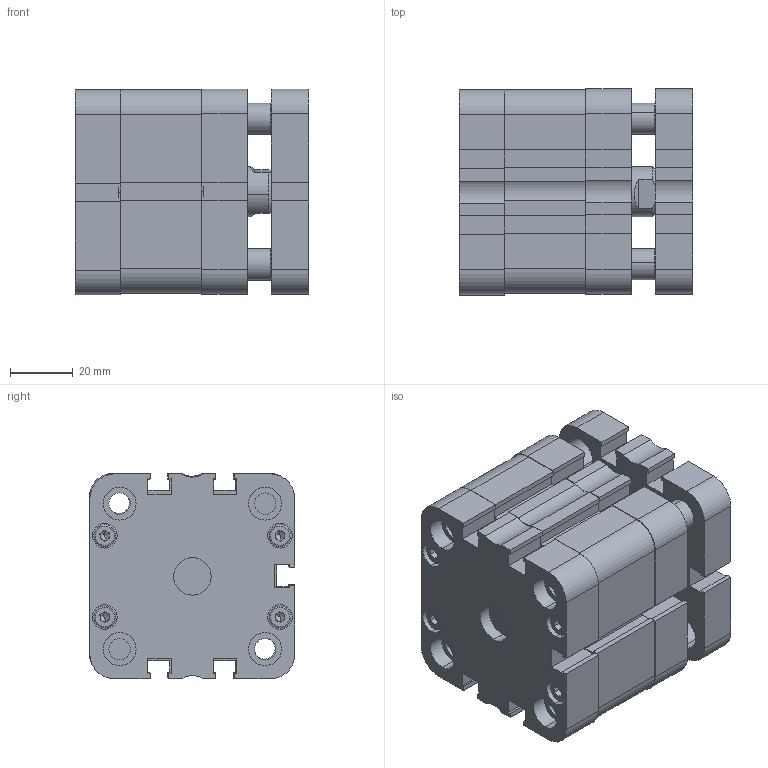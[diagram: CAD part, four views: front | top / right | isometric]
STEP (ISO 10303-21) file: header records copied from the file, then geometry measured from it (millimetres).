
FILE_DESCRIPTION (( 'STEP AP214' ), '1' );
FILE_NAME ('SM_009_050_0010_NP.STEP', '2019-11-13T08:22:45', ( '' ), ( '' ), 'SwSTEP 2.0', 'SolidWorks 2019', '' );
FILE_SCHEMA (( 'AUTOMOTIVE_DESIGN' ));
Length unit declared in the file: millimetre
Products named in the file (25): Kopia Magnes^T³ok kpl_ZPO_Magnes D050; Kopia SMART - U. typ Oring - pokrywa^Pokrywa tyｳ kpl_ZPO_U. typ Oring - D050; T硂k kpl^ZPO_T坥k kpl - D050; Pokrywa ty³ kpl^ZPO_Pok tyˆ - D050; Tuleja^ZPO_Tuleja - D050; Kopia SMART - U. t硂czyska^Pokrywa prz骴 blok. obr kpl_ZPO_U. t坥czyska - D050; Kopia SMART - U. typ Oring - pokrywa^Pokrywa przód blok. obr kpl_ZPO_U. typ Oring - D050; Pokrywa przód blok. obr kpl^ZPO_Pokrywa prz¢d kpl - zabez. przed obr. D050; Kopia Pierœcieñ prowadz¹cy^T³ok kpl_ZPO_Pier˜cieä prowadz¥cy D050; T³oczysko^ZPO_Tˆoczysko - D050; socket head thin cap screw_din_DIN 7984 - M10 x 16 --- 11.5N; Kopia Pokrywa ty³_Smart - Pok tyˆ - D050; Kopia SMART - U. t硂ka lu焠a^T硂k kpl_ZPO_U. t坥ka lu玭a - D050; socket head thin cap screw_din_DIN 7984 - M6 x 20 --- 17N; Kopia T硂k_T坥k - D050; Kopia Pokrywa przód^Pokrywa przód blok. obr kpl_ZPO_Smart - Pok prz¢d - zabez. przed obr. D050; Kopia SMART - U. t硂ka wklejana^T硂k kpl_ZPO_U. t坥ka wklejana - D050; Pr皻 blok.^ZPO_D050; Kopia SMART - U. t³oka S^T³ok kpl_ZPO_U. tˆoka S - D050; Kopia tulejka pod szpilkê^Pokrywa przód blok. obr kpl_ZPO_D50; SM_009_050_0010_NP; socket head cap screw_din_DIN 912 M4 x 16 --- 16N; socket head thin cap screw_din_DIN 7984 - M8 x 25 --- 21.25N; Kopia Tuleja prowadzｹca^Pokrywa prz blok. obr kpl_ZPO_Tuleja prowadz･ca - D050; P³ytka prowadnika^ZPO_Smart - Pok prz¢d - D050
Assembly tree (34 placements, depth 3):
  SM_009_050_0010_NP
    Pokrywa przód blok. obr kpl^ZPO_Pokrywa prz¢d kpl - zabez. przed obr. D050
      Kopia Pokrywa przód^Pokrywa przód blok. obr kpl_ZPO_Smart - Pok prz¢d - zabez. przed obr. D050
      Kopia SMART - U. typ Oring - pokrywa^Pokrywa przód blok. obr kpl_ZPO_U. typ Oring - D050
      Kopia Tuleja prowadzｹca^Pokrywa prz blok. obr kpl_ZPO_Tuleja prowadz･ca - D050
      Kopia SMART - U. t硂czyska^Pokrywa prz骴 blok. obr kpl_ZPO_U. t坥czyska - D050
      Kopia tulejka pod szpilkê^Pokrywa przód blok. obr kpl_ZPO_D50  x2
    Tuleja^ZPO_Tuleja - D050
    Pokrywa ty³ kpl^ZPO_Pok tyˆ - D050
      Kopia Pokrywa ty³_Smart - Pok tyˆ - D050
      Kopia SMART - U. typ Oring - pokrywa^Pokrywa tyｳ kpl_ZPO_U. typ Oring - D050
    T硂k kpl^ZPO_T坥k kpl - D050
      Kopia T硂k_T坥k - D050
      Kopia Magnes^T³ok kpl_ZPO_Magnes D050
      Kopia Pierœcieñ prowadz¹cy^T³ok kpl_ZPO_Pier˜cieä prowadz¥cy D050
      Kopia SMART - U. t硂ka lu焠a^T硂k kpl_ZPO_U. t坥ka lu玭a - D050
      Kopia SMART - U. t硂ka wklejana^T硂k kpl_ZPO_U. t坥ka wklejana - D050
      Kopia SMART - U. t³oka S^T³ok kpl_ZPO_U. tˆoka S - D050
    T³oczysko^ZPO_Tˆoczysko - D050
    socket head cap screw_din_DIN 912 M4 x 16 --- 16N  x8
    socket head thin cap screw_din_DIN 7984 - M8 x 25 --- 21.25N
    Pr皻 blok.^ZPO_D050  x2
    P³ytka prowadnika^ZPO_Smart - Pok prz¢d - D050
    socket head thin cap screw_din_DIN 7984 - M6 x 20 --- 17N  x2
    socket head thin cap screw_din_DIN 7984 - M10 x 16 --- 11.5N
Bounding box: 74.7 x 65.75 x 65.75 mm (x, y, z)
Volume: 197021.1 mm3; surface area: 117385.7 mm2
Topology: 32 solids, 32 shells, 1254 faces, 3084 edges, 1969 vertices
Faces by surface type: plane 629, cylinder 376, bspline 102, cone 99, torus 48
Entity records: 37419 total; most frequent: CARTESIAN_POINT 11337, ORIENTED_EDGE 5148, DIRECTION 5067, EDGE_CURVE 2574, AXIS2_PLACEMENT_3D 1761, VERTEX_POINT 1684, VECTOR 1545, LINE 1545
